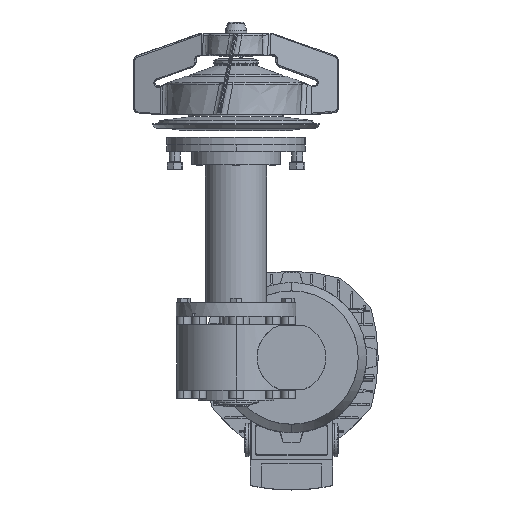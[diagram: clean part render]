
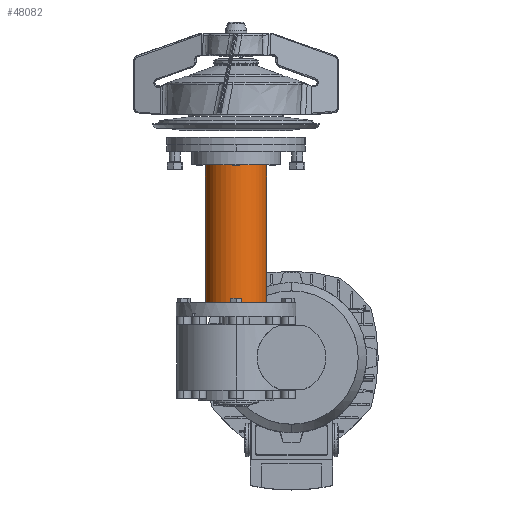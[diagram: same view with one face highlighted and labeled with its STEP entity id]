
A CAD part, top view. The second image highlights one B-rep face of the part: STEP entity #48082.
In plain terms, the highlighted cylindrical face has radius 27.5 mm (diameter 55 mm), a partial arc.
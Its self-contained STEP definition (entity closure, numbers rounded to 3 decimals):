
#36477 = CARTESIAN_POINT ( 'NONE',  ( 27.5, -10.2, 0. ) ) ;
#36478 = DIRECTION ( 'NONE',  ( 0., 1., 0. ) ) ;
#36479 = VECTOR ( 'NONE', #36478, 1000. ) ;
#36480 = CARTESIAN_POINT ( 'NONE',  ( 27.5, 81.911, 0. ) ) ;
#36481 = LINE ( 'NONE', #36480, #36479 ) ;
#36482 = CARTESIAN_POINT ( 'NONE',  ( 27.5, -134.2, 0. ) ) ;
#37276 = AXIS2_PLACEMENT_3D ( 'NONE', #37379, #37378, #37377 ) ;
#37277 = CIRCLE ( 'NONE', #37276, 27.5 ) ;
#37336 = CARTESIAN_POINT ( 'NONE',  ( -27.5, -10.2, 0. ) ) ;
#37337 = DIRECTION ( 'NONE',  ( -1., 0., 0. ) ) ;
#37338 = DIRECTION ( 'NONE',  ( 0., 1., 0. ) ) ;
#37339 = CARTESIAN_POINT ( 'NONE',  ( 0., -10.2, 0. ) ) ;
#37340 = AXIS2_PLACEMENT_3D ( 'NONE', #37339, #37338, #37337 ) ;
#37341 = CIRCLE ( 'NONE', #37340, 27.5 ) ;
#37376 = CARTESIAN_POINT ( 'NONE',  ( -27.5, -134.2, 0. ) ) ;
#37377 = DIRECTION ( 'NONE',  ( -1., 0., 0. ) ) ;
#37378 = DIRECTION ( 'NONE',  ( 0., 1., 0. ) ) ;
#37379 = CARTESIAN_POINT ( 'NONE',  ( 0., -134.2, 0. ) ) ;
#37900 = FACE_OUTER_BOUND ( 'NONE', #47789, .T. ) ;
#37908 = DIRECTION ( 'NONE',  ( 0., 1., 0. ) ) ;
#37911 = DIRECTION ( 'NONE',  ( -1., 0., 0. ) ) ;
#37912 = DIRECTION ( 'NONE',  ( 0., 1., 0. ) ) ;
#37913 = CARTESIAN_POINT ( 'NONE',  ( 0., 81.911, 0. ) ) ;
#37914 = AXIS2_PLACEMENT_3D ( 'NONE', #37913, #37912, #37911 ) ;
#37917 = CYLINDRICAL_SURFACE ( 'NONE', #37914, 27.5 ) ;
#38085 = VECTOR ( 'NONE', #37908, 1000. ) ;
#38086 = CARTESIAN_POINT ( 'NONE',  ( -27.5, 81.911, 0. ) ) ;
#38087 = LINE ( 'NONE', #38086, #38085 ) ;
#47227 = VERTEX_POINT ( 'NONE', #36482 ) ;
#47228 = ORIENTED_EDGE ( 'NONE', *, *, #47230, .T. ) ;
#47230 = EDGE_CURVE ( 'NONE', #47227, #47231, #36481, .T. ) ;
#47231 = VERTEX_POINT ( 'NONE', #36477 ) ;
#47284 = ORIENTED_EDGE ( 'NONE', *, *, #48066, .F. ) ;
#47521 = ORIENTED_EDGE ( 'NONE', *, *, #47523, .F. ) ;
#47523 = EDGE_CURVE ( 'NONE', #47525, #47231, #37341, .T. ) ;
#47525 = VERTEX_POINT ( 'NONE', #37336 ) ;
#47556 = EDGE_CURVE ( 'NONE', #47559, #47227, #37277, .T. ) ;
#47559 = VERTEX_POINT ( 'NONE', #37376 ) ;
#47757 = ORIENTED_EDGE ( 'NONE', *, *, #47556, .T. ) ;
#47789 = EDGE_LOOP ( 'NONE', ( #47757, #47228, #47521, #47284 ) ) ;
#48066 = EDGE_CURVE ( 'NONE', #47559, #47525, #38087, .T. ) ;
#48082 = ADVANCED_FACE ( 'NONE', ( #37900 ), #37917, .T. ) ;
